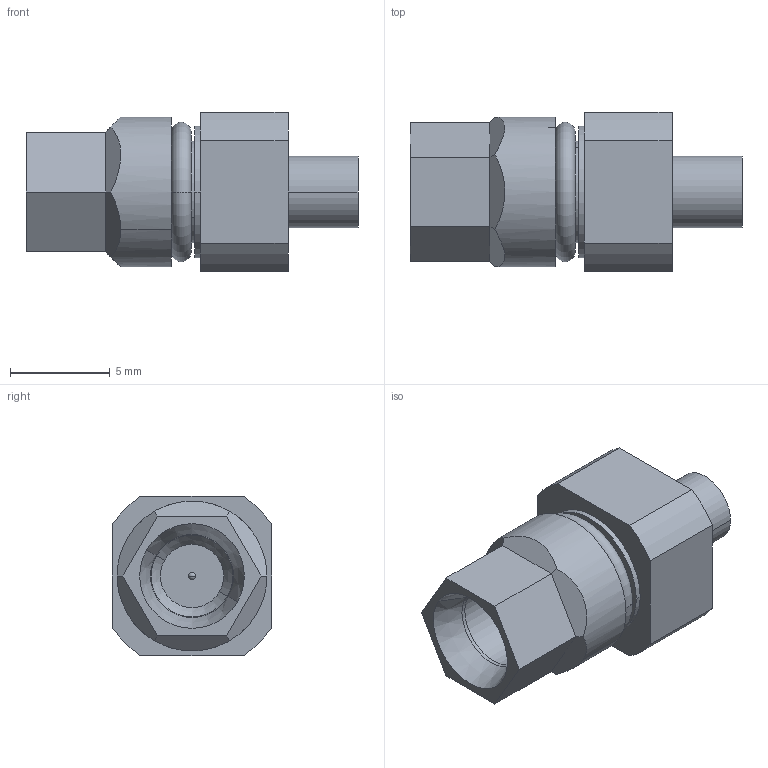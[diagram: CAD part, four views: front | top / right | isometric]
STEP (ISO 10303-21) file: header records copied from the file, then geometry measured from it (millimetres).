
FILE_DESCRIPTION((''),'2;1');
FILE_NAME('SMP-MSSB-C07_SW0001','2020-09-16T09:50:14',('Vijayaragavan'),(''),'CREO PARAMETRIC BY PTC INC, 2019444','CREO PARAMETRIC BY PTC INC, 2019444','');
FILE_SCHEMA(('CONFIG_CONTROL_DESIGN'));
Length unit declared in the file: millimetre
Products named in the file (1): SMP-MSSB-C07_SW0001
Bounding box: 16.63 x 8 x 8 mm (x, y, z)
Volume: 524 mm3; surface area: 640.1 mm2
Topology: 1 solids, 1 shells, 58 faces, 132 edges, 81 vertices
Faces by surface type: plane 24, cylinder 22, cone 6, torus 4, sphere 2
Entity records: 1687 total; most frequent: CARTESIAN_POINT 318, DIRECTION 296, ORIENTED_EDGE 260, EDGE_CURVE 130, AXIS2_PLACEMENT_3D 116, VERTEX_POINT 81, EDGE_LOOP 65, VECTOR 64
